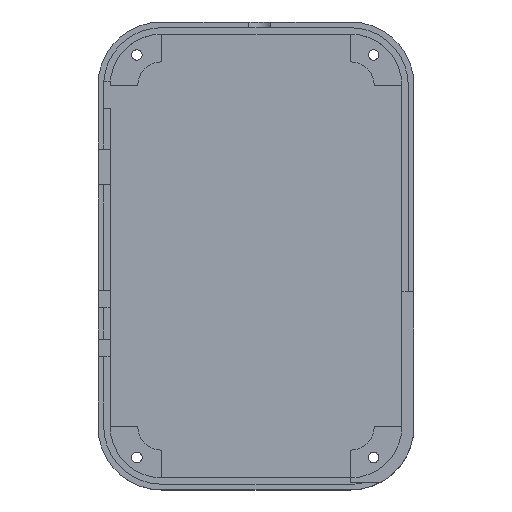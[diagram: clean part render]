
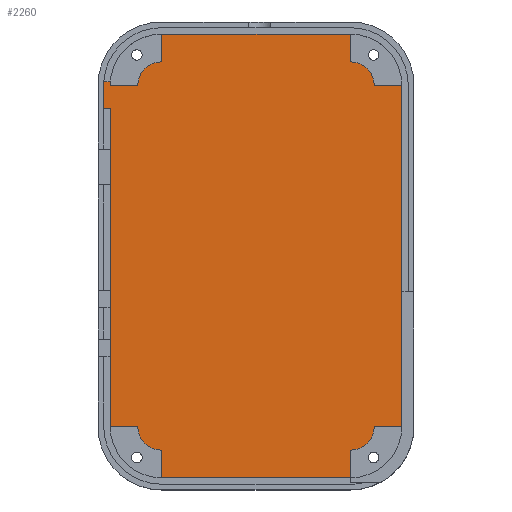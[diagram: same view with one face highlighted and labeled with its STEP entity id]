
A CAD part, top view. The second image highlights one B-rep face of the part: STEP entity #2260.
In plain terms, the highlighted planar face has unit normal (0, 0, 1).
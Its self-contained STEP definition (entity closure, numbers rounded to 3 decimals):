
#1192 = VERTEX_POINT('',#1193);
#1193 = CARTESIAN_POINT('',(-26.4,26.65,1.65));
#1243 = VERTEX_POINT('',#1244);
#1244 = CARTESIAN_POINT('',(-26.4,-30.85,1.65));
#1250 = EDGE_CURVE('',#1192,#1243,#1251,.T.);
#1251 = LINE('',#1252,#1253);
#1252 = CARTESIAN_POINT('',(-26.4,30.85,1.65));
#1253 = VECTOR('',#1254,1.);
#1254 = DIRECTION('',(0.,-1.,0.));
#1556 = VERTEX_POINT('',#1557);
#1557 = CARTESIAN_POINT('',(-26.4,31.55,1.65));
#1565 = EDGE_CURVE('',#1556,#1566,#1568,.T.);
#1566 = VERTEX_POINT('',#1567);
#1567 = CARTESIAN_POINT('',(-27.6,31.55,1.65));
#1568 = LINE('',#1569,#1570);
#1569 = CARTESIAN_POINT('',(-26.4,31.55,1.65));
#1570 = VECTOR('',#1571,1.);
#1571 = DIRECTION('',(-1.,-0.,-0.));
#1598 = VERTEX_POINT('',#1599);
#1599 = CARTESIAN_POINT('',(-27.6,26.65,1.65));
#1605 = EDGE_CURVE('',#1598,#1566,#1606,.T.);
#1606 = LINE('',#1607,#1608);
#1607 = CARTESIAN_POINT('',(-27.6,26.65,1.65));
#1608 = VECTOR('',#1609,1.);
#1609 = DIRECTION('',(0.,1.,0.));
#1624 = EDGE_CURVE('',#1192,#1598,#1625,.T.);
#1625 = LINE('',#1626,#1627);
#1626 = CARTESIAN_POINT('',(-26.4,26.65,1.65));
#1627 = VECTOR('',#1628,1.);
#1628 = DIRECTION('',(-1.,-0.,-0.));
#2206 = VERTEX_POINT('',#2207);
#2207 = CARTESIAN_POINT('',(17.1,-40.15,1.65));
#2213 = EDGE_CURVE('',#2214,#2206,#2216,.T.);
#2214 = VERTEX_POINT('',#2215);
#2215 = CARTESIAN_POINT('',(-17.1,-40.15,1.65));
#2216 = LINE('',#2217,#2218);
#2217 = CARTESIAN_POINT('',(-17.1,-40.15,1.65));
#2218 = VECTOR('',#2219,1.);
#2219 = DIRECTION('',(1.,0.,0.));
#2260 = ADVANCED_FACE('',(#2261),#2388,.T.);
#2261 = FACE_BOUND('',#2262,.T.);
#2262 = EDGE_LOOP('',(#2263,#2273,#2279,#2280,#2281,#2282,#2283,#2291,
    #2300,#2306,#2307,#2315,#2324,#2332,#2340,#2348,#2357,#2365,#2373,
    #2381));
#2263 = ORIENTED_EDGE('',*,*,#2264,.T.);
#2264 = EDGE_CURVE('',#2265,#2267,#2269,.T.);
#2265 = VERTEX_POINT('',#2266);
#2266 = CARTESIAN_POINT('',(-21.4,30.85,1.65));
#2267 = VERTEX_POINT('',#2268);
#2268 = CARTESIAN_POINT('',(-26.4,30.85,1.65));
#2269 = LINE('',#2270,#2271);
#2270 = CARTESIAN_POINT('',(-21.4,30.85,1.65));
#2271 = VECTOR('',#2272,1.);
#2272 = DIRECTION('',(-1.,0.,0.));
#2273 = ORIENTED_EDGE('',*,*,#2274,.T.);
#2274 = EDGE_CURVE('',#2267,#1556,#2275,.T.);
#2275 = LINE('',#2276,#2277);
#2276 = CARTESIAN_POINT('',(-26.4,26.65,1.65));
#2277 = VECTOR('',#2278,1.);
#2278 = DIRECTION('',(0.,1.,0.));
#2279 = ORIENTED_EDGE('',*,*,#1565,.T.);
#2280 = ORIENTED_EDGE('',*,*,#1605,.F.);
#2281 = ORIENTED_EDGE('',*,*,#1624,.F.);
#2282 = ORIENTED_EDGE('',*,*,#1250,.T.);
#2283 = ORIENTED_EDGE('',*,*,#2284,.F.);
#2284 = EDGE_CURVE('',#2285,#1243,#2287,.T.);
#2285 = VERTEX_POINT('',#2286);
#2286 = CARTESIAN_POINT('',(-21.4,-30.85,1.65));
#2287 = LINE('',#2288,#2289);
#2288 = CARTESIAN_POINT('',(-21.4,-30.85,1.65));
#2289 = VECTOR('',#2290,1.);
#2290 = DIRECTION('',(-1.,0.,0.));
#2291 = ORIENTED_EDGE('',*,*,#2292,.T.);
#2292 = EDGE_CURVE('',#2285,#2293,#2295,.T.);
#2293 = VERTEX_POINT('',#2294);
#2294 = CARTESIAN_POINT('',(-17.1,-35.15,1.65));
#2295 = CIRCLE('',#2296,4.3);
#2296 = AXIS2_PLACEMENT_3D('',#2297,#2298,#2299);
#2297 = CARTESIAN_POINT('',(-17.1,-30.85,1.65));
#2298 = DIRECTION('',(0.,0.,1.));
#2299 = DIRECTION('',(1.,0.,0.));
#2300 = ORIENTED_EDGE('',*,*,#2301,.T.);
#2301 = EDGE_CURVE('',#2293,#2214,#2302,.T.);
#2302 = LINE('',#2303,#2304);
#2303 = CARTESIAN_POINT('',(-17.1,-35.15,1.65));
#2304 = VECTOR('',#2305,1.);
#2305 = DIRECTION('',(0.,-1.,0.));
#2306 = ORIENTED_EDGE('',*,*,#2213,.T.);
#2307 = ORIENTED_EDGE('',*,*,#2308,.F.);
#2308 = EDGE_CURVE('',#2309,#2206,#2311,.T.);
#2309 = VERTEX_POINT('',#2310);
#2310 = CARTESIAN_POINT('',(17.1,-35.15,1.65));
#2311 = LINE('',#2312,#2313);
#2312 = CARTESIAN_POINT('',(17.1,-35.15,1.65));
#2313 = VECTOR('',#2314,1.);
#2314 = DIRECTION('',(0.,-1.,0.));
#2315 = ORIENTED_EDGE('',*,*,#2316,.T.);
#2316 = EDGE_CURVE('',#2309,#2317,#2319,.T.);
#2317 = VERTEX_POINT('',#2318);
#2318 = CARTESIAN_POINT('',(21.4,-30.85,1.65));
#2319 = CIRCLE('',#2320,4.3);
#2320 = AXIS2_PLACEMENT_3D('',#2321,#2322,#2323);
#2321 = CARTESIAN_POINT('',(17.1,-30.85,1.65));
#2322 = DIRECTION('',(0.,0.,1.));
#2323 = DIRECTION('',(1.,0.,0.));
#2324 = ORIENTED_EDGE('',*,*,#2325,.T.);
#2325 = EDGE_CURVE('',#2317,#2326,#2328,.T.);
#2326 = VERTEX_POINT('',#2327);
#2327 = CARTESIAN_POINT('',(26.4,-30.85,1.65));
#2328 = LINE('',#2329,#2330);
#2329 = CARTESIAN_POINT('',(21.4,-30.85,1.65));
#2330 = VECTOR('',#2331,1.);
#2331 = DIRECTION('',(1.,0.,0.));
#2332 = ORIENTED_EDGE('',*,*,#2333,.T.);
#2333 = EDGE_CURVE('',#2326,#2334,#2336,.T.);
#2334 = VERTEX_POINT('',#2335);
#2335 = CARTESIAN_POINT('',(26.4,30.85,1.65));
#2336 = LINE('',#2337,#2338);
#2337 = CARTESIAN_POINT('',(26.4,-30.85,1.65));
#2338 = VECTOR('',#2339,1.);
#2339 = DIRECTION('',(0.,1.,0.));
#2340 = ORIENTED_EDGE('',*,*,#2341,.T.);
#2341 = EDGE_CURVE('',#2334,#2342,#2344,.T.);
#2342 = VERTEX_POINT('',#2343);
#2343 = CARTESIAN_POINT('',(21.4,30.85,1.65));
#2344 = LINE('',#2345,#2346);
#2345 = CARTESIAN_POINT('',(26.4,30.85,1.65));
#2346 = VECTOR('',#2347,1.);
#2347 = DIRECTION('',(-1.,0.,0.));
#2348 = ORIENTED_EDGE('',*,*,#2349,.T.);
#2349 = EDGE_CURVE('',#2342,#2350,#2352,.T.);
#2350 = VERTEX_POINT('',#2351);
#2351 = CARTESIAN_POINT('',(17.1,35.15,1.65));
#2352 = CIRCLE('',#2353,4.3);
#2353 = AXIS2_PLACEMENT_3D('',#2354,#2355,#2356);
#2354 = CARTESIAN_POINT('',(17.1,30.85,1.65));
#2355 = DIRECTION('',(0.,0.,1.));
#2356 = DIRECTION('',(1.,0.,0.));
#2357 = ORIENTED_EDGE('',*,*,#2358,.F.);
#2358 = EDGE_CURVE('',#2359,#2350,#2361,.T.);
#2359 = VERTEX_POINT('',#2360);
#2360 = CARTESIAN_POINT('',(17.1,40.15,1.65));
#2361 = LINE('',#2362,#2363);
#2362 = CARTESIAN_POINT('',(17.1,40.15,1.65));
#2363 = VECTOR('',#2364,1.);
#2364 = DIRECTION('',(0.,-1.,0.));
#2365 = ORIENTED_EDGE('',*,*,#2366,.T.);
#2366 = EDGE_CURVE('',#2359,#2367,#2369,.T.);
#2367 = VERTEX_POINT('',#2368);
#2368 = CARTESIAN_POINT('',(-17.1,40.15,1.65));
#2369 = LINE('',#2370,#2371);
#2370 = CARTESIAN_POINT('',(17.1,40.15,1.65));
#2371 = VECTOR('',#2372,1.);
#2372 = DIRECTION('',(-1.,0.,0.));
#2373 = ORIENTED_EDGE('',*,*,#2374,.F.);
#2374 = EDGE_CURVE('',#2375,#2367,#2377,.T.);
#2375 = VERTEX_POINT('',#2376);
#2376 = CARTESIAN_POINT('',(-17.1,35.15,1.65));
#2377 = LINE('',#2378,#2379);
#2378 = CARTESIAN_POINT('',(-17.1,35.15,1.65));
#2379 = VECTOR('',#2380,1.);
#2380 = DIRECTION('',(0.,1.,0.));
#2381 = ORIENTED_EDGE('',*,*,#2382,.T.);
#2382 = EDGE_CURVE('',#2375,#2265,#2383,.T.);
#2383 = CIRCLE('',#2384,4.3);
#2384 = AXIS2_PLACEMENT_3D('',#2385,#2386,#2387);
#2385 = CARTESIAN_POINT('',(-17.1,30.85,1.65));
#2386 = DIRECTION('',(0.,0.,1.));
#2387 = DIRECTION('',(1.,0.,0.));
#2388 = PLANE('',#2389);
#2389 = AXIS2_PLACEMENT_3D('',#2390,#2391,#2392);
#2390 = CARTESIAN_POINT('',(-0.41,0.433,1.65));
#2391 = DIRECTION('',(0.,0.,1.));
#2392 = DIRECTION('',(1.,0.,0.));
